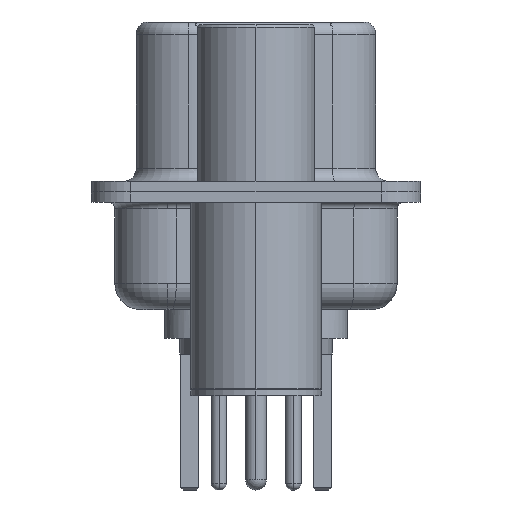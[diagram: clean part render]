
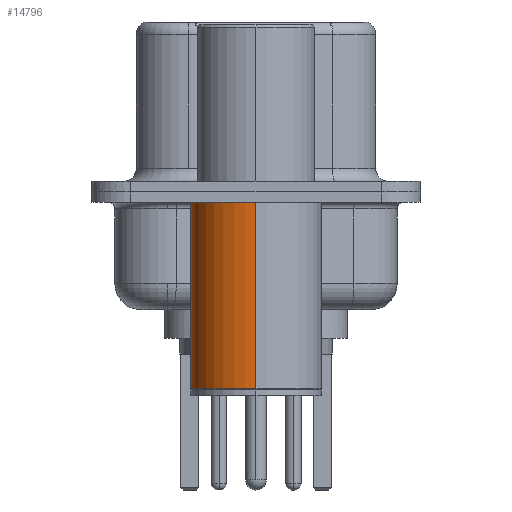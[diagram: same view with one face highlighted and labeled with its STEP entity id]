
A CAD part, left-side view. The second image highlights one B-rep face of the part: STEP entity #14796.
In plain terms, the highlighted cylindrical face has radius 2.5 mm (diameter 5 mm), a partial arc.
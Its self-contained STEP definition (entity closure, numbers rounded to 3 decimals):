
#30 = DIRECTION ( 'NONE',  ( 0., 0., 1. ) ) ;
#64 = LINE ( 'NONE', #3226, #18432 ) ;
#265 = AXIS2_PLACEMENT_3D ( 'NONE', #11933, #28739, #14268 ) ;
#996 = ORIENTED_EDGE ( 'NONE', *, *, #11541, .F. ) ;
#3019 = EDGE_CURVE ( 'NONE', #24623, #7387, #64, .T. ) ;
#3226 = CARTESIAN_POINT ( 'NONE',  ( 2.5, 0., 0.581 ) ) ;
#3698 = DIRECTION ( 'NONE',  ( 1., 0., 0. ) ) ;
#5753 = ORIENTED_EDGE ( 'NONE', *, *, #23852, .T. ) ;
#7132 = AXIS2_PLACEMENT_3D ( 'NONE', #19209, #30, #11090 ) ;
#7387 = VERTEX_POINT ( 'NONE', #10187 ) ;
#7858 = EDGE_CURVE ( 'NONE', #24623, #27156, #11899, .T. ) ;
#8779 = CARTESIAN_POINT ( 'NONE',  ( -2.5, 0., 0.581 ) ) ;
#9881 = ORIENTED_EDGE ( 'NONE', *, *, #7858, .T. ) ;
#10187 = CARTESIAN_POINT ( 'NONE',  ( 2.5, 0., -0.4 ) ) ;
#10683 = EDGE_LOOP ( 'NONE', ( #9881, #5753, #996, #25202 ) ) ;
#11090 = DIRECTION ( 'NONE',  ( 1., 0., 0. ) ) ;
#11136 = LINE ( 'NONE', #8779, #16635 ) ;
#11541 = EDGE_CURVE ( 'NONE', #7387, #17566, #21854, .T. ) ;
#11899 = CIRCLE ( 'NONE', #7132, 2.5 ) ;
#11933 = CARTESIAN_POINT ( 'NONE',  ( 0., 0., -0.4 ) ) ;
#12297 = CARTESIAN_POINT ( 'NONE',  ( -2.5, 0., -0.4 ) ) ;
#12997 = FACE_OUTER_BOUND ( 'NONE', #10683, .T. ) ;
#14268 = DIRECTION ( 'NONE',  ( 1., 0., 0. ) ) ;
#14552 = CARTESIAN_POINT ( 'NONE',  ( 2.5, 0., -7.525 ) ) ;
#14796 = ADVANCED_FACE ( 'NONE', ( #12997 ), #25106, .T. ) ;
#16635 = VECTOR ( 'NONE', #27931, 1000. ) ;
#17566 = VERTEX_POINT ( 'NONE', #12297 ) ;
#18432 = VECTOR ( 'NONE', #25566, 1000. ) ;
#19209 = CARTESIAN_POINT ( 'NONE',  ( 0., 0., -7.525 ) ) ;
#21854 = CIRCLE ( 'NONE', #265, 2.5 ) ;
#21940 = AXIS2_PLACEMENT_3D ( 'NONE', #23008, #25439, #3698 ) ;
#22127 = CARTESIAN_POINT ( 'NONE',  ( -2.5, 0., -7.525 ) ) ;
#23008 = CARTESIAN_POINT ( 'NONE',  ( 0., 0., 0.581 ) ) ;
#23852 = EDGE_CURVE ( 'NONE', #27156, #17566, #11136, .T. ) ;
#24623 = VERTEX_POINT ( 'NONE', #14552 ) ;
#25106 = CYLINDRICAL_SURFACE ( 'NONE', #21940, 2.5 ) ;
#25202 = ORIENTED_EDGE ( 'NONE', *, *, #3019, .F. ) ;
#25439 = DIRECTION ( 'NONE',  ( 0., 0., 1. ) ) ;
#25566 = DIRECTION ( 'NONE',  ( 0., 0., 1. ) ) ;
#27156 = VERTEX_POINT ( 'NONE', #22127 ) ;
#27931 = DIRECTION ( 'NONE',  ( 0., 0., 1. ) ) ;
#28739 = DIRECTION ( 'NONE',  ( 0., 0., 1. ) ) ;
